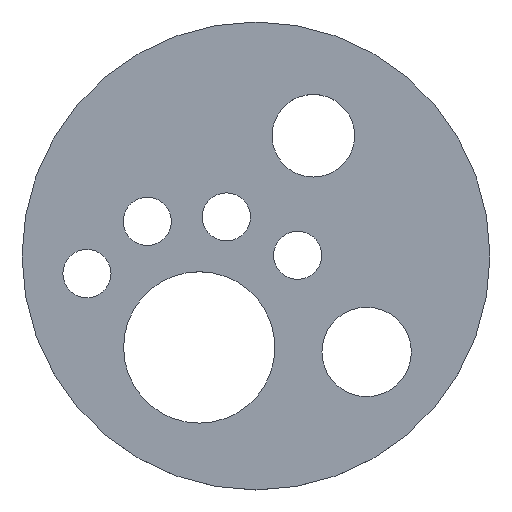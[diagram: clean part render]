
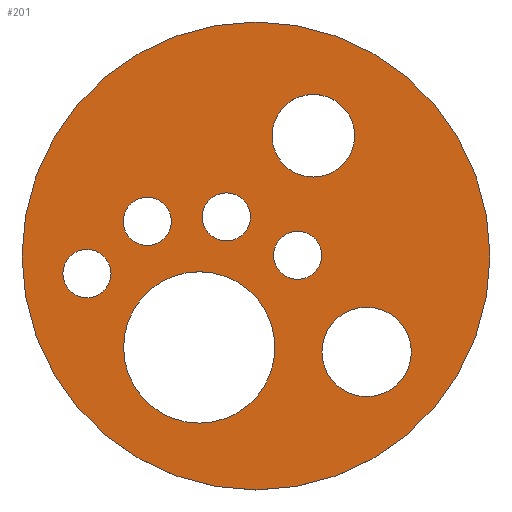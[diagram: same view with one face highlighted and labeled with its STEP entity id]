
A CAD part, top view. The second image highlights one B-rep face of the part: STEP entity #201.
In plain terms, the highlighted planar face has unit normal (0, 0, 1).
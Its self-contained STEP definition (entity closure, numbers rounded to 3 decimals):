
#15=FACE_BOUND('',#50,.T.);
#16=FACE_BOUND('',#51,.T.);
#17=FACE_BOUND('',#52,.T.);
#18=FACE_BOUND('',#53,.T.);
#19=FACE_BOUND('',#54,.T.);
#20=FACE_BOUND('',#55,.T.);
#21=FACE_BOUND('',#56,.T.);
#29=PLANE('',#241);
#39=FACE_OUTER_BOUND('',#49,.T.);
#49=EDGE_LOOP('',(#169));
#50=EDGE_LOOP('',(#170));
#51=EDGE_LOOP('',(#171));
#52=EDGE_LOOP('',(#172));
#53=EDGE_LOOP('',(#173));
#54=EDGE_LOOP('',(#174));
#55=EDGE_LOOP('',(#175));
#56=EDGE_LOOP('',(#176));
#82=CIRCLE('',#219,3.5);
#84=CIRCLE('',#222,6.5);
#86=CIRCLE('',#225,3.5);
#88=CIRCLE('',#228,3.5);
#90=CIRCLE('',#231,11.);
#92=CIRCLE('',#234,3.5);
#94=CIRCLE('',#237,6.);
#95=CIRCLE('',#239,34.);
#98=VERTEX_POINT('',#309);
#100=VERTEX_POINT('',#315);
#102=VERTEX_POINT('',#321);
#104=VERTEX_POINT('',#327);
#106=VERTEX_POINT('',#333);
#108=VERTEX_POINT('',#339);
#110=VERTEX_POINT('',#345);
#111=VERTEX_POINT('',#349);
#115=EDGE_CURVE('',#98,#98,#82,.T.);
#118=EDGE_CURVE('',#100,#100,#84,.T.);
#121=EDGE_CURVE('',#102,#102,#86,.T.);
#124=EDGE_CURVE('',#104,#104,#88,.T.);
#127=EDGE_CURVE('',#106,#106,#90,.T.);
#130=EDGE_CURVE('',#108,#108,#92,.T.);
#133=EDGE_CURVE('',#110,#110,#94,.T.);
#134=EDGE_CURVE('',#111,#111,#95,.T.);
#169=ORIENTED_EDGE('',*,*,#134,.T.);
#170=ORIENTED_EDGE('',*,*,#115,.T.);
#171=ORIENTED_EDGE('',*,*,#118,.T.);
#172=ORIENTED_EDGE('',*,*,#121,.T.);
#173=ORIENTED_EDGE('',*,*,#124,.T.);
#174=ORIENTED_EDGE('',*,*,#127,.T.);
#175=ORIENTED_EDGE('',*,*,#130,.T.);
#176=ORIENTED_EDGE('',*,*,#133,.T.);
#201=ADVANCED_FACE('',(#39,#15,#16,#17,#18,#19,#20,#21),#29,.T.);
#219=AXIS2_PLACEMENT_3D('',#311,#250,#251);
#222=AXIS2_PLACEMENT_3D('',#317,#257,#258);
#225=AXIS2_PLACEMENT_3D('',#323,#264,#265);
#228=AXIS2_PLACEMENT_3D('',#329,#271,#272);
#231=AXIS2_PLACEMENT_3D('',#335,#278,#279);
#234=AXIS2_PLACEMENT_3D('',#341,#285,#286);
#237=AXIS2_PLACEMENT_3D('',#347,#292,#293);
#239=AXIS2_PLACEMENT_3D('',#350,#296,#297);
#241=AXIS2_PLACEMENT_3D('',#354,#301,#302);
#250=DIRECTION('center_axis',(0.,0.,-1.));
#251=DIRECTION('ref_axis',(1.,0.,0.));
#257=DIRECTION('center_axis',(0.,0.,-1.));
#258=DIRECTION('ref_axis',(1.,0.,0.));
#264=DIRECTION('center_axis',(0.,0.,-1.));
#265=DIRECTION('ref_axis',(1.,0.,0.));
#271=DIRECTION('center_axis',(0.,0.,-1.));
#272=DIRECTION('ref_axis',(1.,0.,0.));
#278=DIRECTION('center_axis',(0.,0.,-1.));
#279=DIRECTION('ref_axis',(1.,0.,0.));
#285=DIRECTION('center_axis',(0.,0.,-1.));
#286=DIRECTION('ref_axis',(1.,0.,0.));
#292=DIRECTION('center_axis',(0.,0.,-1.));
#293=DIRECTION('ref_axis',(1.,0.,0.));
#296=DIRECTION('center_axis',(0.,0.,1.));
#297=DIRECTION('ref_axis',(1.,0.,0.));
#301=DIRECTION('center_axis',(0.,0.,1.));
#302=DIRECTION('ref_axis',(1.,0.,0.));
#309=CARTESIAN_POINT('',(2.56,0.106,2.5));
#311=CARTESIAN_POINT('Origin',(6.06,0.106,2.5));
#315=CARTESIAN_POINT('',(9.579,-13.94,2.5));
#317=CARTESIAN_POINT('Origin',(16.079,-13.94,2.5));
#321=CARTESIAN_POINT('',(-7.81,5.678,2.5));
#323=CARTESIAN_POINT('Origin',(-4.31,5.678,2.5));
#327=CARTESIAN_POINT('',(-19.305,5.031,2.5));
#329=CARTESIAN_POINT('Origin',(-15.805,5.031,2.5));
#333=CARTESIAN_POINT('',(-19.244,-13.288,2.5));
#335=CARTESIAN_POINT('Origin',(-8.244,-13.288,2.5));
#339=CARTESIAN_POINT('',(-28.069,-2.555,2.5));
#341=CARTESIAN_POINT('Origin',(-24.569,-2.555,2.5));
#345=CARTESIAN_POINT('',(2.328,17.472,2.5));
#347=CARTESIAN_POINT('Origin',(8.328,17.472,2.5));
#349=CARTESIAN_POINT('',(-34.,0.,2.5));
#350=CARTESIAN_POINT('Origin',(0.,0.,2.5));
#354=CARTESIAN_POINT('Origin',(0.,0.,2.5));
